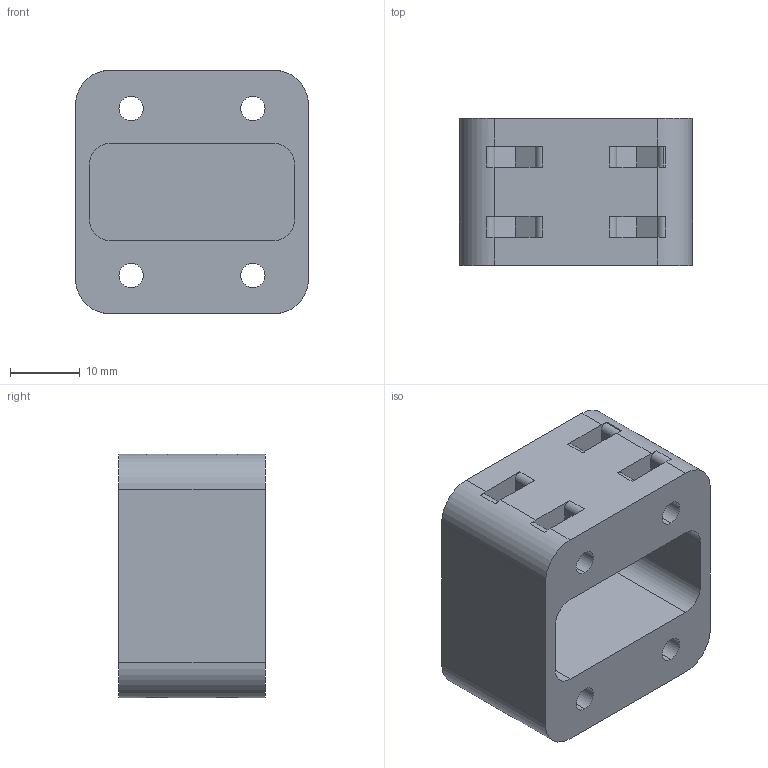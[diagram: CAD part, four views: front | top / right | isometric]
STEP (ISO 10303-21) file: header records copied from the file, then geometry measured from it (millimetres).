
FILE_DESCRIPTION (( 'STEP AP203' ), '1' );
FILE_NAME ('Eje Y - Enganche correa.STEP', '2015-09-09T21:17:07', ( 'Motherfocka' ), ( '' ), 'SwSTEP 2.0', 'SolidWorks 2014', '' );
FILE_SCHEMA (( 'CONFIG_CONTROL_DESIGN' ));
Length unit declared in the file: millimetre
Products named in the file (1): Eje Y - Enganche correa
Bounding box: 33.5 x 21.1 x 35 mm (x, y, z)
Volume: 15445.6 mm3; surface area: 7979.7 mm2
Topology: 1 solids, 1 shells, 111 faces, 324 edges, 216 vertices
Faces by surface type: plane 59, cylinder 52
Entity records: 3843 total; most frequent: DIRECTION 668, CARTESIAN_POINT 652, ORIENTED_EDGE 648, EDGE_CURVE 324, AXIS2_PLACEMENT_3D 232, VERTEX_POINT 216, LINE 204, VECTOR 204
